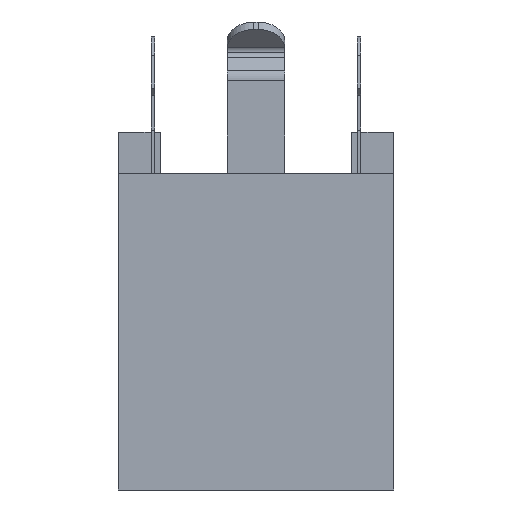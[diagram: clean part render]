
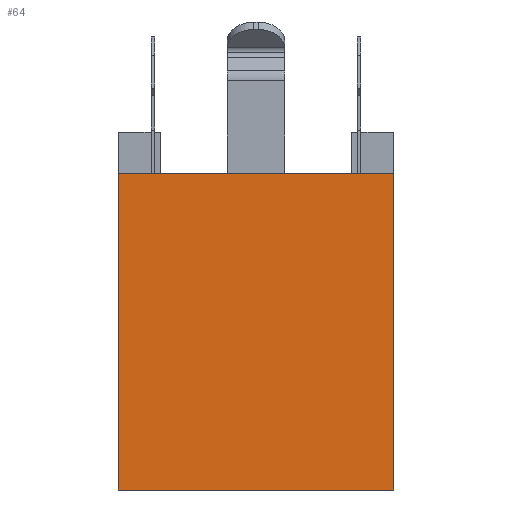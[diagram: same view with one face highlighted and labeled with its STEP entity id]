
A CAD part, front view. The second image highlights one B-rep face of the part: STEP entity #64.
In plain terms, the highlighted planar face has unit normal (0, -1, 0).
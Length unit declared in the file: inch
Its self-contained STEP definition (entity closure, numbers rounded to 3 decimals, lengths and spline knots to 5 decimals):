
#10 = AXIS2_PLACEMENT_3D ( 'NONE', #1739, #1800, #1733 ) ;
#64 = ADVANCED_FACE ( 'NONE', ( #1256 ), #1848, .F. ) ;
#161 = DIRECTION ( 'NONE',  ( 0., 0., -1. ) ) ;
#185 = CARTESIAN_POINT ( 'NONE',  ( 0.19685, -0.197, 0.0005 ) ) ;
#257 = VERTEX_POINT ( 'NONE', #1376 ) ;
#416 = VERTEX_POINT ( 'NONE', #1170 ) ;
#481 = CARTESIAN_POINT ( 'NONE',  ( 0.19685, -0.197, 0.227 ) ) ;
#492 = CARTESIAN_POINT ( 'NONE',  ( 0.19685, -0.197, -0.226 ) ) ;
#626 = VECTOR ( 'NONE', #161, 39.37008 ) ;
#657 = DIRECTION ( 'NONE',  ( -1., 0., 0. ) ) ;
#670 = CARTESIAN_POINT ( 'NONE',  ( 0., -0.197, -0.226 ) ) ;
#697 = LINE ( 'NONE', #185, #626 ) ;
#735 = DIRECTION ( 'NONE',  ( 1., 0., 0. ) ) ;
#763 = DIRECTION ( 'NONE',  ( 0., 0., 1. ) ) ;
#781 = CARTESIAN_POINT ( 'NONE',  ( -0.19685, -0.197, 0.03 ) ) ;
#1170 = CARTESIAN_POINT ( 'NONE',  ( -0.19685, -0.197, -0.226 ) ) ;
#1204 = ORIENTED_EDGE ( 'NONE', *, *, #1561, .F. ) ;
#1256 = FACE_OUTER_BOUND ( 'NONE', #1394, .T. ) ;
#1278 = LINE ( 'NONE', #1549, #1348 ) ;
#1293 = EDGE_CURVE ( 'NONE', #1792, #1789, #697, .T. ) ;
#1313 = LINE ( 'NONE', #781, #1320 ) ;
#1320 = VECTOR ( 'NONE', #763, 39.37008 ) ;
#1348 = VECTOR ( 'NONE', #735, 39.37008 ) ;
#1375 = VECTOR ( 'NONE', #657, 39.37008 ) ;
#1376 = CARTESIAN_POINT ( 'NONE',  ( -0.19685, -0.197, 0.227 ) ) ;
#1394 = EDGE_LOOP ( 'NONE', ( #1204, #1516, #1731, #1852 ) ) ;
#1398 = LINE ( 'NONE', #670, #1375 ) ;
#1516 = ORIENTED_EDGE ( 'NONE', *, *, #1538, .F. ) ;
#1538 = EDGE_CURVE ( 'NONE', #416, #257, #1313, .T. ) ;
#1549 = CARTESIAN_POINT ( 'NONE',  ( 0., -0.197, 0.227 ) ) ;
#1561 = EDGE_CURVE ( 'NONE', #257, #1792, #1278, .T. ) ;
#1597 = EDGE_CURVE ( 'NONE', #1789, #416, #1398, .T. ) ;
#1731 = ORIENTED_EDGE ( 'NONE', *, *, #1597, .F. ) ;
#1733 = DIRECTION ( 'NONE',  ( 1., 0., 0. ) ) ;
#1739 = CARTESIAN_POINT ( 'NONE',  ( -0.20472, -0.197, 0.23606 ) ) ;
#1789 = VERTEX_POINT ( 'NONE', #492 ) ;
#1792 = VERTEX_POINT ( 'NONE', #481 ) ;
#1800 = DIRECTION ( 'NONE',  ( 0., 1., 0. ) ) ;
#1848 = PLANE ( 'NONE',  #10 ) ;
#1852 = ORIENTED_EDGE ( 'NONE', *, *, #1293, .F. ) ;
